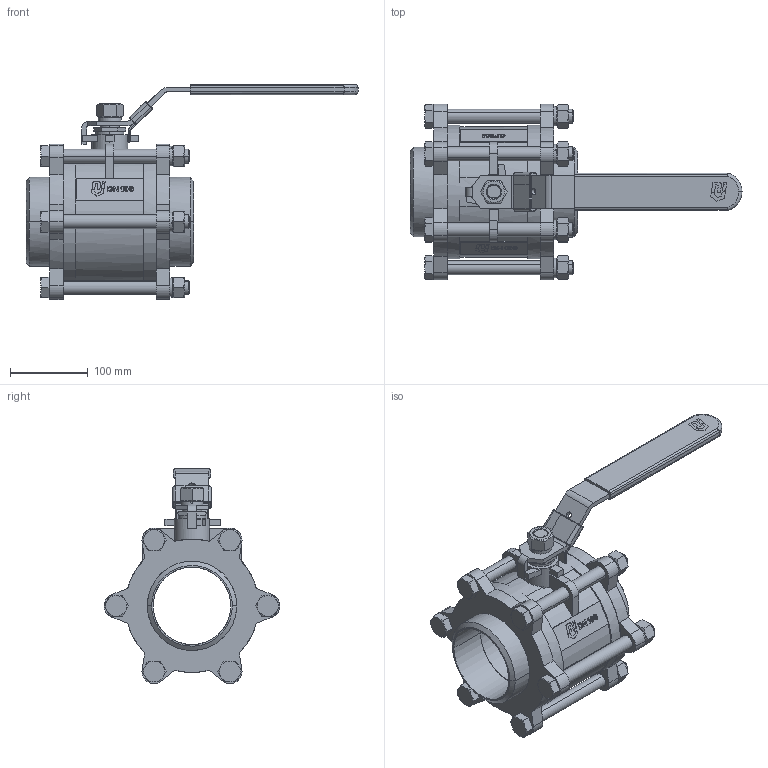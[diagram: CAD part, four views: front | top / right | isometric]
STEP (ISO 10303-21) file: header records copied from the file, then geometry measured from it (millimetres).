
FILE_DESCRIPTION(('HOOPS Exchange Step'),'2;1');
FILE_NAME('GK1701_DN100.stp','2025-12-19T15:48:55+01:00',('nieru'),('Unknown organisation'),'HOOPS Exchange 2024.2','HOOPS Exchange','Unknown authorisation');
FILE_SCHEMA( ('AP203_CONFIGURATION_CONTROLLED_3D_DESIGN_OF_MECHANICAL_PARTS_AND_ASSEMBLIES_MIM_LF') );
Length unit declared in the file: millimetre
Products named in the file (2): 0; root
Assembly tree (1 placements, depth 2):
  root
    0
Bounding box: 428 x 226.68 x 277.25 mm (x, y, z)
Volume: 3207187.7 mm3; surface area: 514698 mm2
Topology: 28 solids, 28 shells, 1019 faces, 2590 edges, 1660 vertices
Faces by surface type: plane 426, cylinder 234, bspline 209, cone 124, torus 18, sphere 8
Entity records: 88196 total; most frequent: CARTESIAN_POINT 66155, ORIENTED_EDGE 5176, DIRECTION 3379, EDGE_CURVE 2588, VERTEX_POINT 1660, VECTOR 1263, LINE 1263, EDGE_LOOP 1112
